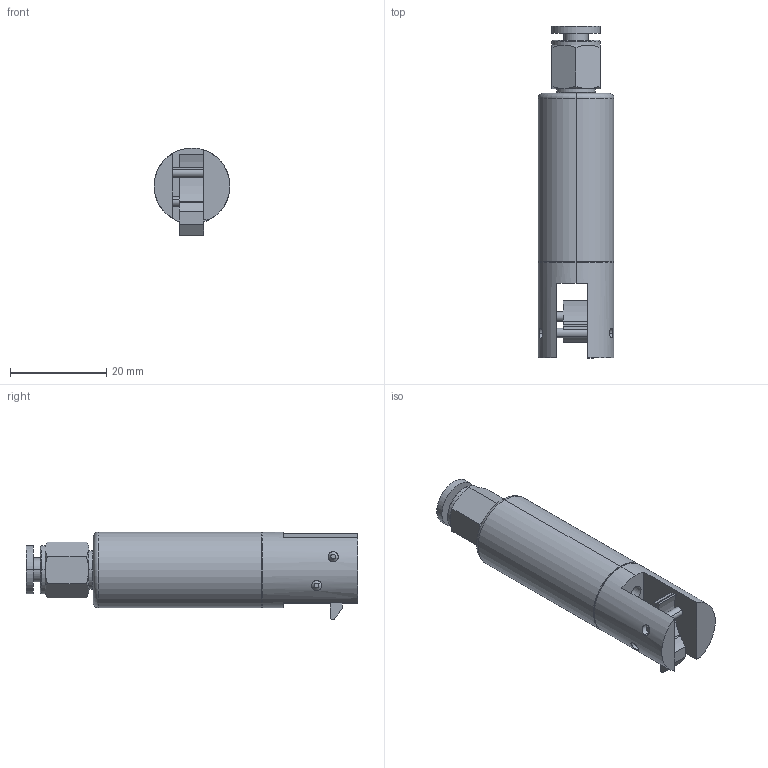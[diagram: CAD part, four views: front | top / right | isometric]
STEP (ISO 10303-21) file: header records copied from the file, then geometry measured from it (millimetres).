
FILE_DESCRIPTION (( 'STEP AP214' ), '1' );
FILE_NAME ('CO12-2.5GZQ-A.STEP', '2025-12-26T07:21:24', ( '' ), ( '' ), 'SwSTEP 2.0', 'SolidWorks 2024', '' );
FILE_SCHEMA (( 'AUTOMOTIVE_DESIGN' ));
Length unit declared in the file: millimetre
Products named in the file (5): CO12-2.5GZQ-A; M5气管接头; 3.8MM爪子; 实体; ZZX2125 爪子销
Assembly tree (5 placements, depth 2):
  CO12-2.5GZQ-A
    实体
    ZZX2125 爪子销  x2
    3.8MM爪子
    M5气管接头
Bounding box: 15.75 x 69 x 18.27 mm (x, y, z)
Volume: 10397.3 mm3; surface area: 5040.6 mm2
Topology: 5 solids, 5 shells, 117 faces, 261 edges, 164 vertices
Faces by surface type: cylinder 46, plane 41, cone 26, torus 2, bspline 2
Entity records: 3549 total; most frequent: CARTESIAN_POINT 1034, DIRECTION 497, ORIENTED_EDGE 494, EDGE_CURVE 247, AXIS2_PLACEMENT_3D 207, VERTEX_POINT 156, EDGE_LOOP 129, FACE_OUTER_BOUND 109
